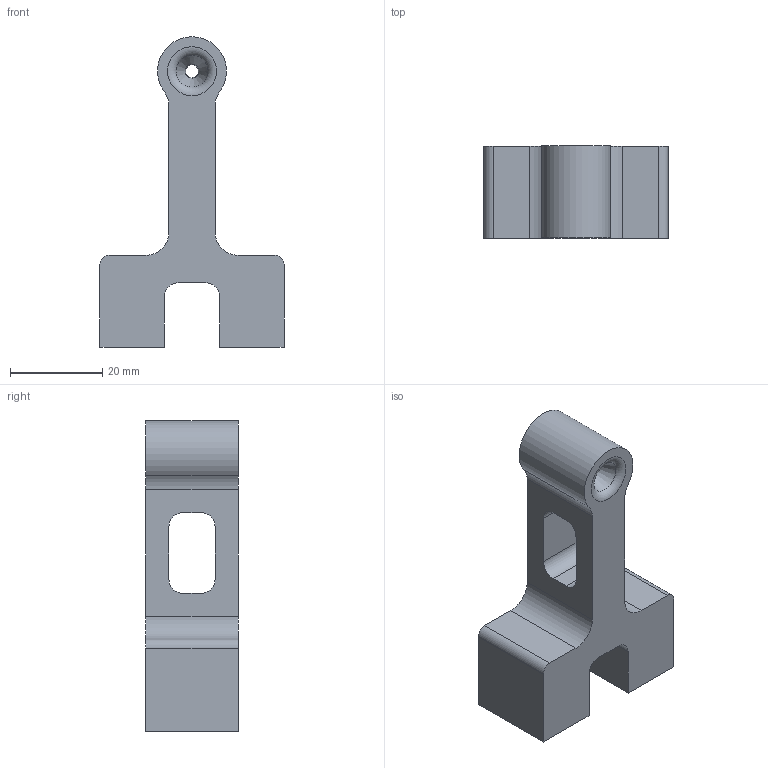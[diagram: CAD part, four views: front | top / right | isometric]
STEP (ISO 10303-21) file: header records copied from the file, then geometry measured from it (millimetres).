
FILE_DESCRIPTION(/* description */ (''),/* implementation_level */ '2;1');
FILE_NAME(/* name */ '02_24__XP__PTFE_Holder_Case___V2.0.step',/* time_stamp */ '2025-04-03T11:31:51+02:00',/* author */ (''),/* organization */ (''),/* preprocessor_version */ 'ST-DEVELOPER v20.1',/* originating_system */ 'Autodesk Translation Framework v14.4.0.0',/* authorisation */ '');
FILE_SCHEMA (('AUTOMOTIVE_DESIGN { 1 0 10303 214 3 1 1 }'));
Length unit declared in the file: millimetre
Products named in the file (1): 02_24__XP__PTFE_Holder_Case___V2.0
Bounding box: 40 x 20 x 67.5 mm (x, y, z)
Volume: 20972.9 mm3; surface area: 7511.9 mm2
Topology: 1 solids, 1 shells, 43 faces, 111 edges, 73 vertices
Faces by surface type: plane 20, cylinder 17, cone 4, torus 2
Full cylindrical faces by diameter (mm): 2.3 x2, 2.8 x1, 4.3 x1
Entity records: 1374 total; most frequent: DIRECTION 244, CARTESIAN_POINT 228, ORIENTED_EDGE 222, EDGE_CURVE 111, AXIS2_PLACEMENT_3D 89, VERTEX_POINT 73, LINE 66, VECTOR 66
